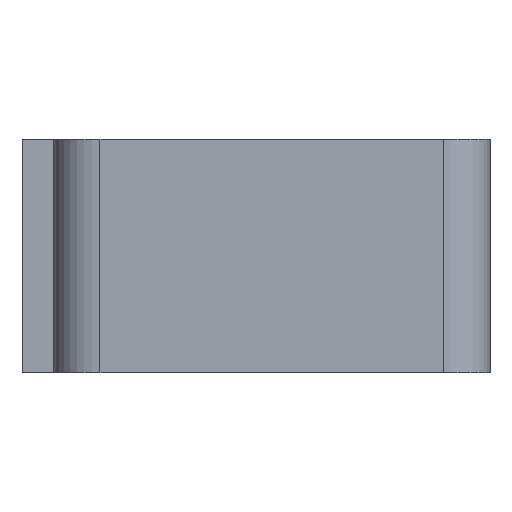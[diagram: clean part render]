
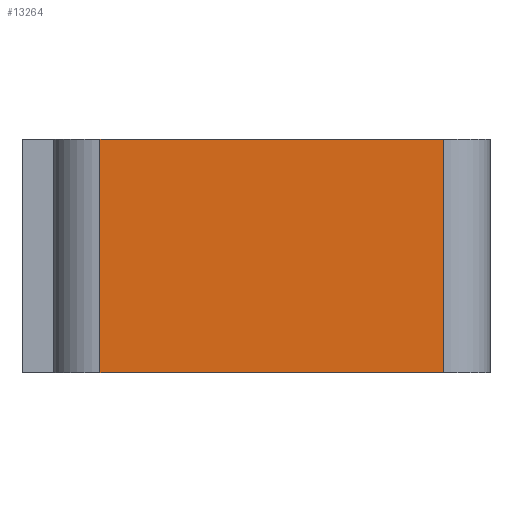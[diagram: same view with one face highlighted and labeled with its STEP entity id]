
A CAD part, left-side view. The second image highlights one B-rep face of the part: STEP entity #13264.
In plain terms, the highlighted planar face has unit normal (-1, 0, 0).
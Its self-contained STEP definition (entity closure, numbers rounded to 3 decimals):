
#840 = LINE ( 'NONE', #21506, #6889 ) ;
#1623 = DIRECTION ( 'NONE',  ( 0., 0., 1. ) ) ;
#1678 = ORIENTED_EDGE ( 'NONE', *, *, #8579, .F. ) ;
#2404 = CARTESIAN_POINT ( 'NONE',  ( -22.5, -22., -15. ) ) ;
#2850 = VERTEX_POINT ( 'NONE', #15318 ) ;
#3085 = LINE ( 'NONE', #8507, #14972 ) ;
#3279 = EDGE_CURVE ( 'NONE', #10812, #16518, #840, .T. ) ;
#5497 = EDGE_CURVE ( 'NONE', #2850, #19938, #14565, .T. ) ;
#6209 = EDGE_LOOP ( 'NONE', ( #11730, #1678, #8805, #15723 ) ) ;
#6889 = VECTOR ( 'NONE', #18615, 1000. ) ;
#7141 = CARTESIAN_POINT ( 'NONE',  ( -22.5, -22., -15. ) ) ;
#8507 = CARTESIAN_POINT ( 'NONE',  ( -22.5, 22., -15. ) ) ;
#8579 = EDGE_CURVE ( 'NONE', #10812, #2850, #3085, .T. ) ;
#8805 = ORIENTED_EDGE ( 'NONE', *, *, #3279, .T. ) ;
#10545 = CARTESIAN_POINT ( 'NONE',  ( -22.5, -22., 15. ) ) ;
#10812 = VERTEX_POINT ( 'NONE', #14674 ) ;
#11236 = CARTESIAN_POINT ( 'NONE',  ( -22.5, -22., 15. ) ) ;
#11260 = DIRECTION ( 'NONE',  ( 0., -1., 0. ) ) ;
#11560 = DIRECTION ( 'NONE',  ( 0., 0., 1. ) ) ;
#11597 = DIRECTION ( 'NONE',  ( 0., 0., 1. ) ) ;
#11730 = ORIENTED_EDGE ( 'NONE', *, *, #5497, .F. ) ;
#12651 = CARTESIAN_POINT ( 'NONE',  ( -22.5, -22., -15. ) ) ;
#12843 = VECTOR ( 'NONE', #11560, 1000. ) ;
#13264 = ADVANCED_FACE ( 'NONE', ( #14378 ), #19116, .T. ) ;
#14378 = FACE_OUTER_BOUND ( 'NONE', #6209, .T. ) ;
#14565 = LINE ( 'NONE', #10545, #19637 ) ;
#14674 = CARTESIAN_POINT ( 'NONE',  ( -22.5, 22., -15. ) ) ;
#14972 = VECTOR ( 'NONE', #1623, 1000. ) ;
#15318 = CARTESIAN_POINT ( 'NONE',  ( -22.5, 22., 15. ) ) ;
#15723 = ORIENTED_EDGE ( 'NONE', *, *, #21338, .T. ) ;
#16089 = AXIS2_PLACEMENT_3D ( 'NONE', #2404, #20906, #11597 ) ;
#16518 = VERTEX_POINT ( 'NONE', #7141 ) ;
#18615 = DIRECTION ( 'NONE',  ( 0., -1., 0. ) ) ;
#19116 = PLANE ( 'NONE',  #16089 ) ;
#19637 = VECTOR ( 'NONE', #11260, 1000. ) ;
#19938 = VERTEX_POINT ( 'NONE', #11236 ) ;
#20906 = DIRECTION ( 'NONE',  ( -1., 0., 0. ) ) ;
#21338 = EDGE_CURVE ( 'NONE', #16518, #19938, #22118, .T. ) ;
#21506 = CARTESIAN_POINT ( 'NONE',  ( -22.5, -22., -15. ) ) ;
#22118 = LINE ( 'NONE', #12651, #12843 ) ;
